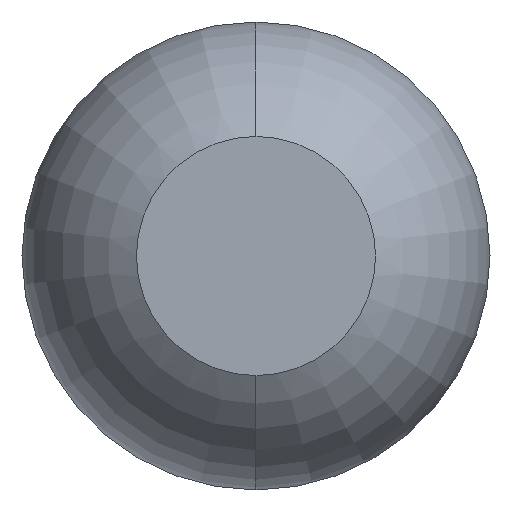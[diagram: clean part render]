
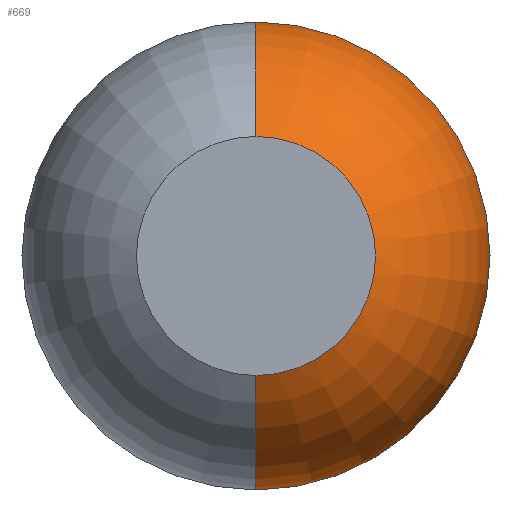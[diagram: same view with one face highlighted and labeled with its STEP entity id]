
A CAD part, front view. The second image highlights one B-rep face of the part: STEP entity #669.
In plain terms, the highlighted toroidal (fillet/blend) face has major radius 0.035 mm and minor radius 0.65 mm.
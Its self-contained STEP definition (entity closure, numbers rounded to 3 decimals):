
#172 = VERTEX_POINT ( 'NONE', #1280 ) ;
#327 = DIRECTION ( 'NONE',  ( 0., 0., -1. ) ) ;
#439 = ORIENTED_EDGE ( 'NONE', *, *, #3523, .F. ) ;
#454 = DIRECTION ( 'NONE',  ( 0., 0., 1. ) ) ;
#471 = VERTEX_POINT ( 'NONE', #2157 ) ;
#625 = AXIS2_PLACEMENT_3D ( 'NONE', #3225, #1965, #1345 ) ;
#634 = CIRCLE ( 'NONE', #1018, 0.65 ) ;
#669 = ADVANCED_FACE ( 'Defeature ausgef�hrt1_4', ( #2437 ), #1029, .T. ) ;
#789 = EDGE_CURVE ( 'Defeature ausgef�hrt1_4+Defeature ausgef�hrt1_5+Defeature ausgef�hrt1_5+Defeature ausgef�hrt1_5', #172, #471, #3602, .T. ) ;
#937 = VERTEX_POINT ( 'NONE', #2822 ) ;
#1013 = ORIENTED_EDGE ( 'NONE', *, *, #1336, .F. ) ;
#1018 = AXIS2_PLACEMENT_3D ( 'NONE', #1795, #3034, #2445 ) ;
#1029 = TOROIDAL_SURFACE ( 'NONE', #2700, 0.035, 0.65 ) ;
#1280 = CARTESIAN_POINT ( 'NONE',  ( 0., -24.431, -0.685 ) ) ;
#1294 = CARTESIAN_POINT ( 'NONE',  ( 0., -24.431, 0. ) ) ;
#1336 = EDGE_CURVE ( 'NONE', #172, #1341, #3085, .T. ) ;
#1341 = VERTEX_POINT ( 'NONE', #2379 ) ;
#1345 = DIRECTION ( 'NONE',  ( 0., 0., -1. ) ) ;
#1402 = CIRCLE ( 'NONE', #625, 0.35 ) ;
#1592 = DIRECTION ( 'NONE',  ( 0., -1., 0. ) ) ;
#1795 = CARTESIAN_POINT ( 'NONE',  ( 0., -24.431, 0.035 ) ) ;
#1959 = AXIS2_PLACEMENT_3D ( 'NONE', #4003, #2430, #3671 ) ;
#1965 = DIRECTION ( 'NONE',  ( 0., -1., 0. ) ) ;
#2157 = CARTESIAN_POINT ( 'NONE',  ( 0., -24.431, 0.685 ) ) ;
#2171 = EDGE_CURVE ( 'NONE', #471, #937, #634, .T. ) ;
#2379 = CARTESIAN_POINT ( 'NONE',  ( 0., -25., -0.35 ) ) ;
#2430 = DIRECTION ( 'NONE',  ( 0., -1., 0. ) ) ;
#2437 = FACE_OUTER_BOUND ( 'NONE', #3703, .T. ) ;
#2445 = DIRECTION ( 'NONE',  ( 0., 0., -1. ) ) ;
#2700 = AXIS2_PLACEMENT_3D ( 'NONE', #1294, #1592, #327 ) ;
#2822 = CARTESIAN_POINT ( 'NONE',  ( 0., -25., 0.35 ) ) ;
#3003 = CARTESIAN_POINT ( 'NONE',  ( 0., -24.431, -0.035 ) ) ;
#3034 = DIRECTION ( 'NONE',  ( 1., 0., 0. ) ) ;
#3085 = CIRCLE ( 'NONE', #3577, 0.65 ) ;
#3221 = ORIENTED_EDGE ( 'NONE', *, *, #2171, .T. ) ;
#3225 = CARTESIAN_POINT ( 'NONE',  ( 0., -25., 0. ) ) ;
#3523 = EDGE_CURVE ( 'Defeature ausgef�hrt1_17+Defeature ausgef�hrt1_4+Defeature ausgef�hrt1_4+Defeature ausgef�hrt1_4', #1341, #937, #1402, .T. ) ;
#3525 = ORIENTED_EDGE ( 'NONE', *, *, #789, .T. ) ;
#3577 = AXIS2_PLACEMENT_3D ( 'NONE', #3003, #3666, #454 ) ;
#3602 = CIRCLE ( 'NONE', #1959, 0.685 ) ;
#3666 = DIRECTION ( 'NONE',  ( -1., 0., 0. ) ) ;
#3671 = DIRECTION ( 'NONE',  ( 0., 0., -1. ) ) ;
#3703 = EDGE_LOOP ( 'NONE', ( #3525, #3221, #439, #1013 ) ) ;
#4003 = CARTESIAN_POINT ( 'NONE',  ( 0., -24.431, 0. ) ) ;
